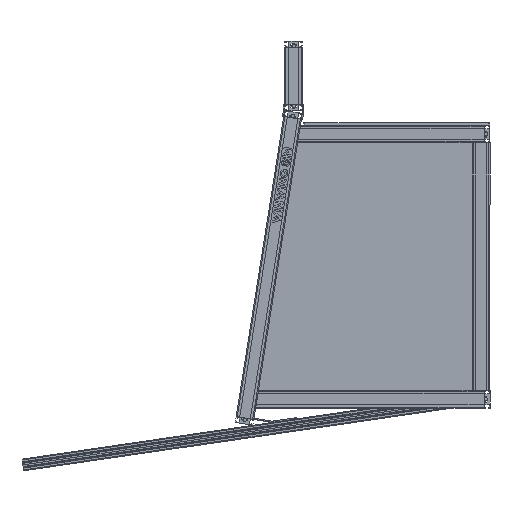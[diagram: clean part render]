
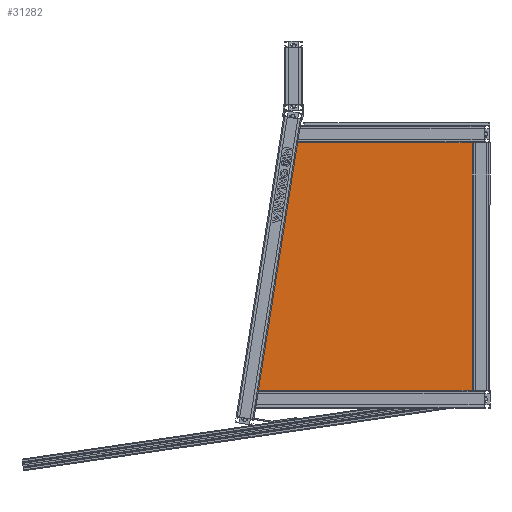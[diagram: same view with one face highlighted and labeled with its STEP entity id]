
A CAD part, left-side view. The second image highlights one B-rep face of the part: STEP entity #31282.
In plain terms, the highlighted face is planar.
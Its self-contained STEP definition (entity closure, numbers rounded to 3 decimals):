
#1022 = CARTESIAN_POINT ( 'NONE',  ( 427., 0., 4. ) ) ;
#1191 = CARTESIAN_POINT ( 'NONE',  ( 0., 0., 4. ) ) ;
#1544 = VECTOR ( 'NONE', #23287, 1000. ) ;
#2695 = DIRECTION ( 'NONE',  ( -0.988, 0.156, 0. ) ) ;
#3297 = LINE ( 'NONE', #36393, #33843 ) ;
#4873 = AXIS2_PLACEMENT_3D ( 'NONE', #23885, #32843, #23064 ) ;
#4896 = LINE ( 'NONE', #14287, #14840 ) ;
#5628 = ORIENTED_EDGE ( 'NONE', *, *, #14760, .T. ) ;
#8669 = LINE ( 'NONE', #12091, #15377 ) ;
#9458 = CARTESIAN_POINT ( 'NONE',  ( 0., 370., 4. ) ) ;
#11065 = EDGE_CURVE ( 'NONE', #11401, #19558, #8669, .T. ) ;
#11210 = CARTESIAN_POINT ( 'NONE',  ( 427., 302.37, 4. ) ) ;
#11401 = VERTEX_POINT ( 'NONE', #11210 ) ;
#11747 = FACE_OUTER_BOUND ( 'NONE', #30184, .T. ) ;
#12091 = CARTESIAN_POINT ( 'NONE',  ( 0., 370., 4. ) ) ;
#13822 = EDGE_CURVE ( 'NONE', #19558, #26670, #3297, .T. ) ;
#14287 = CARTESIAN_POINT ( 'NONE',  ( 427., 0., 4. ) ) ;
#14760 = EDGE_CURVE ( 'NONE', #26670, #20519, #4896, .T. ) ;
#14840 = VECTOR ( 'NONE', #22832, 1000. ) ;
#15056 = ORIENTED_EDGE ( 'NONE', *, *, #11065, .T. ) ;
#15377 = VECTOR ( 'NONE', #2695, 1000. ) ;
#15780 = ORIENTED_EDGE ( 'NONE', *, *, #24980, .T. ) ;
#19558 = VERTEX_POINT ( 'NONE', #9458 ) ;
#20194 = ORIENTED_EDGE ( 'NONE', *, *, #13822, .T. ) ;
#20519 = VERTEX_POINT ( 'NONE', #1022 ) ;
#22832 = DIRECTION ( 'NONE',  ( 1., 0., 0. ) ) ;
#23064 = DIRECTION ( 'NONE',  ( -1., 0., 0. ) ) ;
#23287 = DIRECTION ( 'NONE',  ( 0., 1., 0. ) ) ;
#23885 = CARTESIAN_POINT ( 'NONE',  ( 0., 0., 4. ) ) ;
#24980 = EDGE_CURVE ( 'NONE', #20519, #11401, #25289, .T. ) ;
#25289 = LINE ( 'NONE', #37447, #1544 ) ;
#26670 = VERTEX_POINT ( 'NONE', #1191 ) ;
#29847 = PLANE ( 'NONE',  #4873 ) ;
#30184 = EDGE_LOOP ( 'NONE', ( #5628, #15780, #15056, #20194 ) ) ;
#31282 = ADVANCED_FACE ( 'NONE', ( #11747 ), #29847, .F. ) ;
#32843 = DIRECTION ( 'NONE',  ( 0., 0., -1. ) ) ;
#33601 = DIRECTION ( 'NONE',  ( 0., -1., 0. ) ) ;
#33843 = VECTOR ( 'NONE', #33601, 1000. ) ;
#36393 = CARTESIAN_POINT ( 'NONE',  ( 0., 0., 4. ) ) ;
#37447 = CARTESIAN_POINT ( 'NONE',  ( 427., 302.37, 4. ) ) ;
